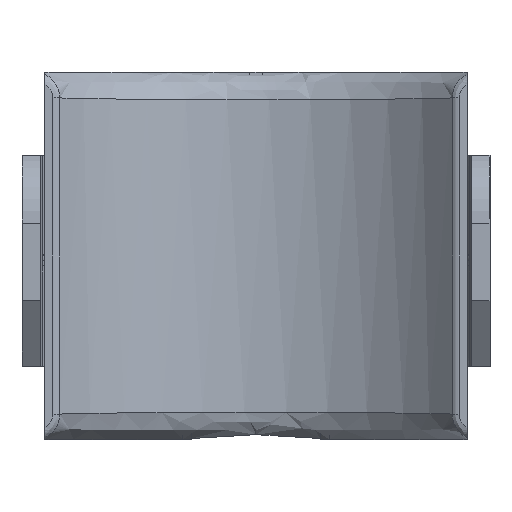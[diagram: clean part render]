
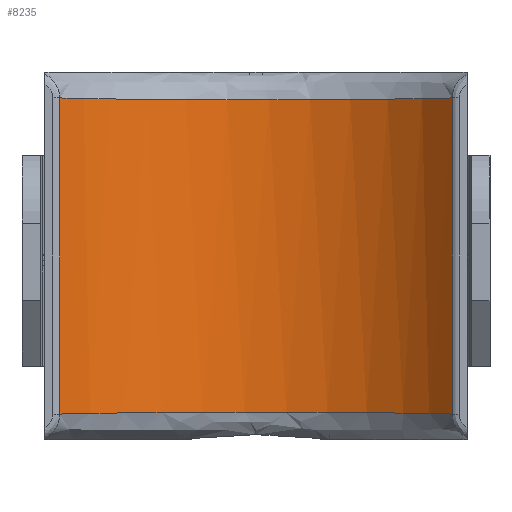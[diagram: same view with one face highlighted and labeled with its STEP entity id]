
A CAD part, front view. The second image highlights one B-rep face of the part: STEP entity #8235.
In plain terms, the highlighted cylindrical face has radius 28.5 mm (diameter 57 mm), a partial arc.
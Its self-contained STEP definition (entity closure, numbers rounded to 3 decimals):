
#111 = VERTEX_POINT ( 'NONE', #5369 ) ;
#151 = FACE_OUTER_BOUND ( 'NONE', #1062, .T. ) ;
#199 = EDGE_CURVE ( 'NONE', #111, #4544, #2141, .T. ) ;
#201 = CARTESIAN_POINT ( 'NONE',  ( 21.386, -9.661, 17.225 ) ) ;
#240 = CARTESIAN_POINT ( 'NONE',  ( -4.028, -0.215, -17.044 ) ) ;
#272 = CARTESIAN_POINT ( 'NONE',  ( -20.007, -8.177, -17.187 ) ) ;
#427 = CARTESIAN_POINT ( 'NONE',  ( -4.028, -0.215, 17.044 ) ) ;
#446 = CARTESIAN_POINT ( 'NONE',  ( 0., -28.5, 20. ) ) ;
#448 = CARTESIAN_POINT ( 'NONE',  ( -10.805, -2.123, -17.069 ) ) ;
#516 = DIRECTION ( 'NONE',  ( 0., 0., 1. ) ) ;
#617 = CARTESIAN_POINT ( 'NONE',  ( -15.289, -4.363, -17.105 ) ) ;
#817 = CARTESIAN_POINT ( 'NONE',  ( -21.386, -9.661, 20. ) ) ;
#829 = CARTESIAN_POINT ( 'NONE',  ( 21.386, -9.661, -17.225 ) ) ;
#948 = CARTESIAN_POINT ( 'NONE',  ( -17.321, -5.862, -17.135 ) ) ;
#1036 = CARTESIAN_POINT ( 'NONE',  ( -6.969, -0.847, -17.052 ) ) ;
#1052 = VERTEX_POINT ( 'NONE', #4716 ) ;
#1062 = EDGE_LOOP ( 'NONE', ( #4739, #1669, #7346, #2857 ) ) ;
#1090 = DIRECTION ( 'NONE',  ( -1., 0., 0. ) ) ;
#1140 = VERTEX_POINT ( 'NONE', #829 ) ;
#1156 = CARTESIAN_POINT ( 'NONE',  ( -13.559, -3.352, 17.088 ) ) ;
#1483 = CARTESIAN_POINT ( 'NONE',  ( 21.386, -9.661, -17.225 ) ) ;
#1620 = CARTESIAN_POINT ( 'NONE',  ( -21.386, -9.661, 17.225 ) ) ;
#1632 = CARTESIAN_POINT ( 'NONE',  ( 15.307, -4.438, -17.107 ) ) ;
#1669 = ORIENTED_EDGE ( 'NONE', *, *, #5429, .T. ) ;
#1799 = CARTESIAN_POINT ( 'NONE',  ( -20.715, -8.9, 17.205 ) ) ;
#2110 = CARTESIAN_POINT ( 'NONE',  ( -18.506, -6.819, 17.155 ) ) ;
#2139 = CARTESIAN_POINT ( 'NONE',  ( 20.046, -8.14, 17.184 ) ) ;
#2141 = LINE ( 'NONE', #817, #5135 ) ;
#2153 = CARTESIAN_POINT ( 'NONE',  ( 18.567, -6.785, -17.154 ) ) ;
#2160 = CARTESIAN_POINT ( 'NONE',  ( -21.386, -9.661, -17.225 ) ) ;
#2178 = CARTESIAN_POINT ( 'NONE',  ( 13.555, -3.409, -17.089 ) ) ;
#2199 = CARTESIAN_POINT ( 'NONE',  ( -18.888, -7.152, 17.163 ) ) ;
#2338 = CARTESIAN_POINT ( 'NONE',  ( 16.147, -4.994, -17.118 ) ) ;
#2407 = CARTESIAN_POINT ( 'NONE',  ( -10.805, -2.123, 17.069 ) ) ;
#2429 = CARTESIAN_POINT ( 'NONE',  ( -9.863, -1.756, 17.064 ) ) ;
#2457 = CARTESIAN_POINT ( 'NONE',  ( 4.037, -0.283, 17.045 ) ) ;
#2566 = EDGE_CURVE ( 'NONE', #1052, #111, #2712, .T. ) ;
#2612 = CARTESIAN_POINT ( 'NONE',  ( -18.888, -7.152, -17.163 ) ) ;
#2622 = EDGE_CURVE ( 'NONE', #4544, #1140, #3835, .T. ) ;
#2712 = B_SPLINE_CURVE_WITH_KNOTS ( 'NONE', 3,
 ( #201, #2139, #6109, #6047, #4730, #4111, #3743, #3720, #3490, #2840, #8139, #2457, #4761, #4817, #6280, #7279, #427, #5294, #7443, #4990, #2429, #2407, #3397, #1156, #2790, #7217, #6809, #2110, #2199, #4380, #1799, #1620 ),
 .UNSPECIFIED., .F., .F.,
 ( 4, 2, 2, 2, 2, 2, 2, 2, 2, 2, 2, 2, 2, 2, 2, 4 ),
 ( 0., 0.006, 0.009, 0.012, 0.018, 0.02, 0.021, 0.024, 0.03, 0.034, 0.035, 0.037, 0.043, 0.044, 0.046, 0.049 ),
 .UNSPECIFIED. ) ;
#2770 = CARTESIAN_POINT ( 'NONE',  ( 2.026, -0.054, -17.043 ) ) ;
#2790 = CARTESIAN_POINT ( 'NONE',  ( -15.289, -4.363, 17.105 ) ) ;
#2840 = CARTESIAN_POINT ( 'NONE',  ( 5.537, -0.539, 17.048 ) ) ;
#2857 = ORIENTED_EDGE ( 'NONE', *, *, #199, .T. ) ;
#2907 = CARTESIAN_POINT ( 'NONE',  ( 12.658, -2.946, -17.082 ) ) ;
#3160 = CARTESIAN_POINT ( 'NONE',  ( -13.559, -3.352, -17.088 ) ) ;
#3397 = CARTESIAN_POINT ( 'NONE',  ( -11.269, -2.318, 17.072 ) ) ;
#3490 = CARTESIAN_POINT ( 'NONE',  ( 8.011, -1.074, 17.055 ) ) ;
#3720 = CARTESIAN_POINT ( 'NONE',  ( 9.915, -1.705, 17.063 ) ) ;
#3743 = CARTESIAN_POINT ( 'NONE',  ( 12.658, -2.946, 17.082 ) ) ;
#3751 = CARTESIAN_POINT ( 'NONE',  ( 21.386, -9.661, 20. ) ) ;
#3835 = B_SPLINE_CURVE_WITH_KNOTS ( 'NONE', 3,
 ( #7320, #4014, #272, #2612, #4192, #5492, #948, #617, #3160, #6679, #448, #8075, #7618, #4830, #1036, #240, #7096, #4714, #2770, #5909, #4065, #4096, #6236, #4238, #4919, #2907, #2178, #1632, #2338, #2153, #7270, #1483 ),
 .UNSPECIFIED., .F., .F.,
 ( 4, 2, 2, 2, 2, 2, 2, 2, 2, 2, 2, 2, 2, 2, 2, 4 ),
 ( 0., 0.003, 0.005, 0.007, 0.013, 0.014, 0.016, 0.019, 0.025, 0.028, 0.029, 0.031, 0.037, 0.04, 0.043, 0.049 ),
 .UNSPECIFIED. ) ;
#4014 = CARTESIAN_POINT ( 'NONE',  ( -20.715, -8.9, -17.205 ) ) ;
#4065 = CARTESIAN_POINT ( 'NONE',  ( 4.037, -0.283, -17.045 ) ) ;
#4096 = CARTESIAN_POINT ( 'NONE',  ( 5.037, -0.444, -17.047 ) ) ;
#4111 = CARTESIAN_POINT ( 'NONE',  ( 13.555, -3.409, 17.089 ) ) ;
#4133 = DIRECTION ( 'NONE',  ( 0., 0., -1. ) ) ;
#4192 = CARTESIAN_POINT ( 'NONE',  ( -18.506, -6.819, -17.155 ) ) ;
#4238 = CARTESIAN_POINT ( 'NONE',  ( 8.011, -1.074, -17.055 ) ) ;
#4380 = CARTESIAN_POINT ( 'NONE',  ( -20.007, -8.177, 17.187 ) ) ;
#4406 = AXIS2_PLACEMENT_3D ( 'NONE', #446, #6858, #1090 ) ;
#4523 = LINE ( 'NONE', #3751, #7917 ) ;
#4544 = VERTEX_POINT ( 'NONE', #2160 ) ;
#4656 = CYLINDRICAL_SURFACE ( 'NONE', #4406, 28.5 ) ;
#4714 = CARTESIAN_POINT ( 'NONE',  ( 1.015, 0., -17.042 ) ) ;
#4716 = CARTESIAN_POINT ( 'NONE',  ( 21.386, -9.661, 17.225 ) ) ;
#4730 = CARTESIAN_POINT ( 'NONE',  ( 15.307, -4.438, 17.107 ) ) ;
#4739 = ORIENTED_EDGE ( 'NONE', *, *, #2622, .T. ) ;
#4761 = CARTESIAN_POINT ( 'NONE',  ( 3.535, -0.216, 17.044 ) ) ;
#4817 = CARTESIAN_POINT ( 'NONE',  ( 2.026, -0.054, 17.043 ) ) ;
#4830 = CARTESIAN_POINT ( 'NONE',  ( -7.94, -1.11, -17.055 ) ) ;
#4919 = CARTESIAN_POINT ( 'NONE',  ( 9.915, -1.705, -17.063 ) ) ;
#4990 = CARTESIAN_POINT ( 'NONE',  ( -9.384, -1.584, 17.062 ) ) ;
#5135 = VECTOR ( 'NONE', #4133, 1000. ) ;
#5294 = CARTESIAN_POINT ( 'NONE',  ( -6.969, -0.847, 17.052 ) ) ;
#5369 = CARTESIAN_POINT ( 'NONE',  ( -21.386, -9.661, 17.225 ) ) ;
#5429 = EDGE_CURVE ( 'NONE', #1140, #1052, #4523, .T. ) ;
#5492 = CARTESIAN_POINT ( 'NONE',  ( -17.722, -6.174, -17.142 ) ) ;
#5909 = CARTESIAN_POINT ( 'NONE',  ( 3.535, -0.216, -17.044 ) ) ;
#6047 = CARTESIAN_POINT ( 'NONE',  ( 16.147, -4.994, 17.118 ) ) ;
#6109 = CARTESIAN_POINT ( 'NONE',  ( 18.567, -6.785, 17.154 ) ) ;
#6236 = CARTESIAN_POINT ( 'NONE',  ( 5.537, -0.539, -17.048 ) ) ;
#6280 = CARTESIAN_POINT ( 'NONE',  ( 1.015, 0., 17.042 ) ) ;
#6679 = CARTESIAN_POINT ( 'NONE',  ( -11.269, -2.318, -17.072 ) ) ;
#6809 = CARTESIAN_POINT ( 'NONE',  ( -17.722, -6.174, 17.142 ) ) ;
#6858 = DIRECTION ( 'NONE',  ( 0., 0., -1. ) ) ;
#7096 = CARTESIAN_POINT ( 'NONE',  ( -2.033, 0., -17.042 ) ) ;
#7217 = CARTESIAN_POINT ( 'NONE',  ( -17.321, -5.862, 17.135 ) ) ;
#7270 = CARTESIAN_POINT ( 'NONE',  ( 20.046, -8.14, -17.184 ) ) ;
#7279 = CARTESIAN_POINT ( 'NONE',  ( -2.033, 0., 17.042 ) ) ;
#7320 = CARTESIAN_POINT ( 'NONE',  ( -21.386, -9.661, -17.225 ) ) ;
#7346 = ORIENTED_EDGE ( 'NONE', *, *, #2566, .T. ) ;
#7443 = CARTESIAN_POINT ( 'NONE',  ( -7.94, -1.11, 17.055 ) ) ;
#7618 = CARTESIAN_POINT ( 'NONE',  ( -9.384, -1.584, -17.062 ) ) ;
#7917 = VECTOR ( 'NONE', #516, 1000. ) ;
#8075 = CARTESIAN_POINT ( 'NONE',  ( -9.863, -1.756, -17.064 ) ) ;
#8139 = CARTESIAN_POINT ( 'NONE',  ( 5.037, -0.444, 17.047 ) ) ;
#8235 = ADVANCED_FACE ( 'NONE', ( #151 ), #4656, .F. ) ;
